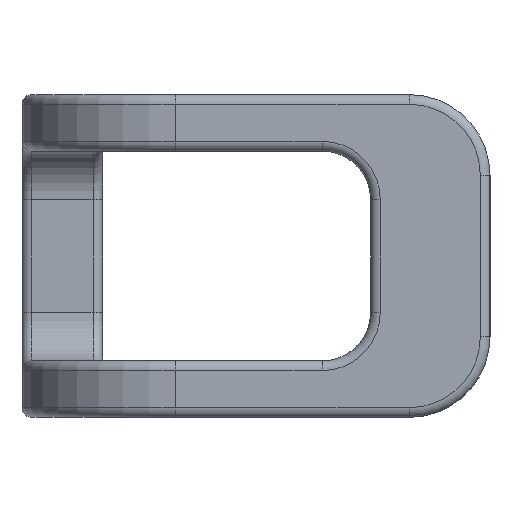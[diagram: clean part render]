
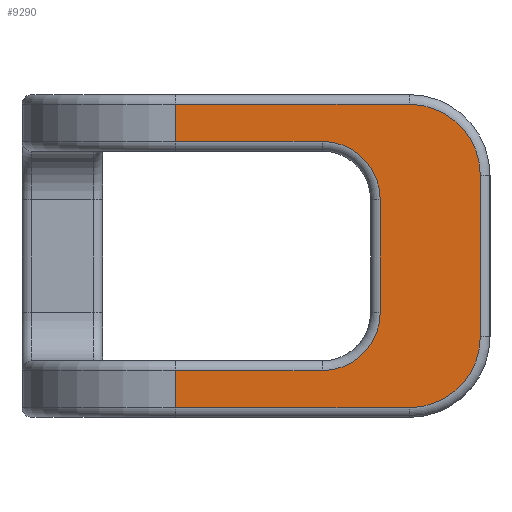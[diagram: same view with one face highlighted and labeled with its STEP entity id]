
A CAD part, left-side view. The second image highlights one B-rep face of the part: STEP entity #9290.
In plain terms, the highlighted planar face has unit normal (-1, 0, 0).
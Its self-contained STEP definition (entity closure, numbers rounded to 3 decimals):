
#1340=CARTESIAN_POINT('',(23.,19.5,0.6));
#1350=VERTEX_POINT('',#1340);
#1380=CARTESIAN_POINT('',(23.,0.,0.6));
#1390=DIRECTION('',(0.,1.,0.));
#1400=VECTOR('',#1390,1.);
#1410=LINE('',#1380,#1400);
#1420=CARTESIAN_POINT('',(23.,5.,0.6));
#1430=VERTEX_POINT('',#1420);
#1440=EDGE_CURVE('',#1430,#1350,#1410,.T.);
#5120=CARTESIAN_POINT('',(23.,6.8,6.5));
#5130=VERTEX_POINT('',#5120);
#5180=CARTESIAN_POINT('',(23.,10.4,6.5));
#5190=DIRECTION('',(1.,0.,0.));
#5200=DIRECTION('',(0.,-1.,0.));
#5210=AXIS2_PLACEMENT_3D('',#5180,#5190,#5200);
#5220=CIRCLE('',#5210,3.6);
#5230=CARTESIAN_POINT('',(23.,10.4,2.9));
#5240=VERTEX_POINT('',#5230);
#5250=EDGE_CURVE('',#5130,#5240,#5220,.T.);
#8200=CARTESIAN_POINT('',(23.,10.4,17.1));
#8210=VERTEX_POINT('',#8200);
#8370=CARTESIAN_POINT('',(23.,19.5,17.1));
#8380=VERTEX_POINT('',#8370);
#8410=CARTESIAN_POINT('',(23.,0.,17.1));
#8420=DIRECTION('',(0.,-1.,0.));
#8430=VECTOR('',#8420,1.);
#8440=LINE('',#8410,#8430);
#8450=EDGE_CURVE('',#8380,#8210,#8440,.T.);
#8500=CARTESIAN_POINT('',(23.,0.,20.));
#8510=DIRECTION('',(1.,0.,-0.));
#8520=DIRECTION('',(0.,1.,0.));
#8530=AXIS2_PLACEMENT_3D('',#8500,#8510,#8520);
#8540=PLANE('',#8530);
#8550=CARTESIAN_POINT('',(23.,19.5,0.));
#8560=DIRECTION('',(0.,0.,1.));
#8570=VECTOR('',#8560,1.);
#8580=LINE('',#8550,#8570);
#8590=CARTESIAN_POINT('',(23.,19.5,19.4));
#8600=VERTEX_POINT('',#8590);
#8610=EDGE_CURVE('',#8380,#8600,#8580,.T.);
#8620=ORIENTED_EDGE('',*,*,#8610,.F.);
#8630=CARTESIAN_POINT('',(23.,0.,19.4));
#8640=DIRECTION('',(0.,1.,0.));
#8650=VECTOR('',#8640,1.);
#8660=LINE('',#8630,#8650);
#8670=CARTESIAN_POINT('',(23.,5.,19.4));
#8680=VERTEX_POINT('',#8670);
#8690=EDGE_CURVE('',#8680,#8600,#8660,.T.);
#8700=ORIENTED_EDGE('',*,*,#8690,.T.);
#8710=CARTESIAN_POINT('',(23.,5.,15.));
#8720=DIRECTION('',(1.,0.,0.));
#8730=DIRECTION('',(0.,-1.,0.));
#8740=AXIS2_PLACEMENT_3D('',#8710,#8720,#8730);
#8750=CIRCLE('',#8740,4.4);
#8760=CARTESIAN_POINT('',(23.,0.6,15.));
#8770=VERTEX_POINT('',#8760);
#8780=EDGE_CURVE('',#8680,#8770,#8750,.T.);
#8790=ORIENTED_EDGE('',*,*,#8780,.F.);
#8800=CARTESIAN_POINT('',(23.,0.6,0.));
#8810=DIRECTION('',(0.,0.,-1.));
#8820=VECTOR('',#8810,1.);
#8830=LINE('',#8800,#8820);
#8840=CARTESIAN_POINT('',(23.,0.6,5.));
#8850=VERTEX_POINT('',#8840);
#8860=EDGE_CURVE('',#8770,#8850,#8830,.T.);
#8870=ORIENTED_EDGE('',*,*,#8860,.F.);
#8880=CARTESIAN_POINT('',(23.,5.,5.));
#8890=DIRECTION('',(-1.,0.,0.));
#8900=DIRECTION('',(0.,1.,0.));
#8910=AXIS2_PLACEMENT_3D('',#8880,#8890,#8900);
#8920=CIRCLE('',#8910,4.4);
#8930=EDGE_CURVE('',#1430,#8850,#8920,.T.);
#8940=ORIENTED_EDGE('',*,*,#8930,.T.);
#8950=ORIENTED_EDGE('',*,*,#1440,.F.);
#8960=CARTESIAN_POINT('',(23.,19.5,0.));
#8970=DIRECTION('',(0.,0.,-1.));
#8980=VECTOR('',#8970,1.);
#8990=LINE('',#8960,#8980);
#9000=CARTESIAN_POINT('',(23.,19.5,2.9));
#9010=VERTEX_POINT('',#9000);
#9020=EDGE_CURVE('',#9010,#1350,#8990,.T.);
#9030=ORIENTED_EDGE('',*,*,#9020,.T.);
#9040=CARTESIAN_POINT('',(23.,0.,2.9));
#9050=DIRECTION('',(0.,-1.,0.));
#9060=VECTOR('',#9050,1.);
#9070=LINE('',#9040,#9060);
#9080=EDGE_CURVE('',#9010,#5240,#9070,.T.);
#9090=ORIENTED_EDGE('',*,*,#9080,.F.);
#9100=ORIENTED_EDGE('',*,*,#5250,.T.);
#9110=CARTESIAN_POINT('',(23.,6.8,0.));
#9120=DIRECTION('',(0.,0.,-1.));
#9130=VECTOR('',#9120,1.);
#9140=LINE('',#9110,#9130);
#9150=CARTESIAN_POINT('',(23.,6.8,13.5));
#9160=VERTEX_POINT('',#9150);
#9170=EDGE_CURVE('',#9160,#5130,#9140,.T.);
#9180=ORIENTED_EDGE('',*,*,#9170,.T.);
#9190=CARTESIAN_POINT('',(23.,10.4,13.5));
#9200=DIRECTION('',(-1.,0.,0.));
#9210=DIRECTION('',(0.,0.,1.));
#9220=AXIS2_PLACEMENT_3D('',#9190,#9200,#9210);
#9230=CIRCLE('',#9220,3.6);
#9240=EDGE_CURVE('',#9160,#8210,#9230,.T.);
#9250=ORIENTED_EDGE('',*,*,#9240,.F.);
#9260=ORIENTED_EDGE('',*,*,#8450,.T.);
#9270=EDGE_LOOP('',(#9260,#9250,#9180,#9100,#9090,#9030,#8950,#8940,
#8870,#8790,#8700,#8620));
#9280=FACE_OUTER_BOUND('',#9270,.T.);
#9290=ADVANCED_FACE('',(#9280),#8540,.F.);
